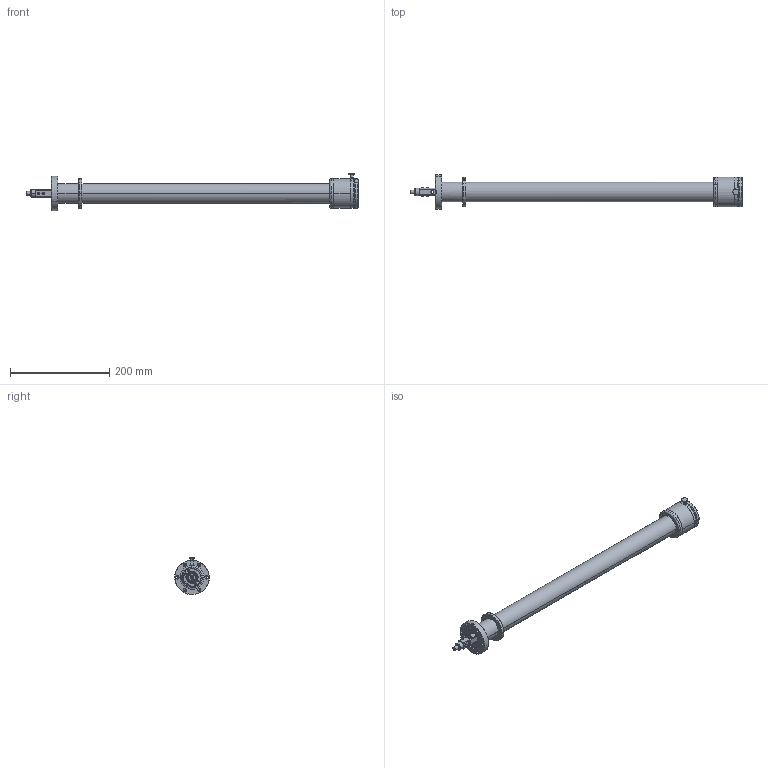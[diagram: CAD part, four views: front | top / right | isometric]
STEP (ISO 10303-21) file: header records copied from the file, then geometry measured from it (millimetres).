
FILE_DESCRIPTION(('CATIA V5 STEP Exchange','CAx-IF Rec.Pracs.--- Model Styling and Organization---1.2---2011-12-15'),'2;1');
FILE_NAME('RMDS40-0500-0050.stp','2020-03-04T08:48:01+00:00',('none'),('none'),'CATIA Version 5 Release 21 SP 6 (IN-10)','CATIA V5 STEP AP214','none');
FILE_SCHEMA(('AUTOMOTIVE_DESIGN { 1 0 10303 214 1 1 1 1 }'));
Length unit declared in the file: millimetre
Products named in the file (1): RMDS40-0500-0050
Bounding box: 670.01 x 69.49 x 75.24 mm (x, y, z)
Volume: 240501.8 mm3; surface area: 256321.3 mm2
Topology: 2 solids, 18 shells, 874 faces, 2172 edges, 1353 vertices
Faces by surface type: plane 367, cylinder 336, cone 109, torus 62
Entity records: 25088 total; most frequent: CARTESIAN_POINT 5779, ORIENTED_EDGE 4320, DIRECTION 2918, EDGE_CURVE 2160, AXIS2_PLACEMENT_3D 1451, VERTEX_POINT 1351, EDGE_LOOP 989, VECTOR 978
